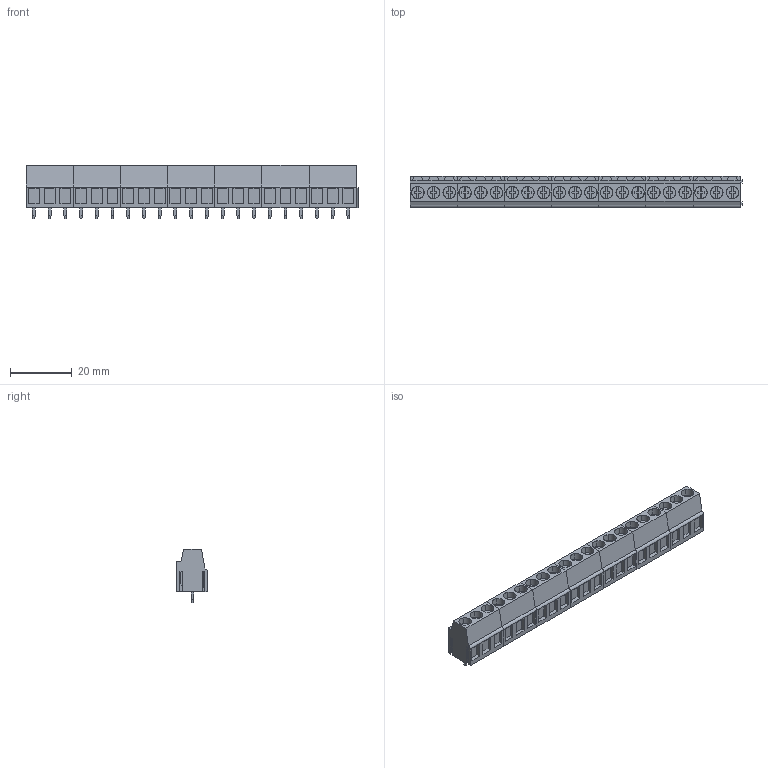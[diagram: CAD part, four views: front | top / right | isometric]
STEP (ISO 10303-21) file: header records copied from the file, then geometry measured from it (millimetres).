
FILE_DESCRIPTION(('CATIA V5 STEP Exchange','CAx-IF Rec.Pracs.--- Model Styling and Organization---1.2---2011-12-15'),'2;1');
FILE_NAME ('D1465141_0_9994300000_9994300000.stp','2018-03-31T10:03:13+00:00',('none'),('Weidmueller'),'CATIA Version 5-6 Release 2014','CATIA V5 STEP AP214','none');
FILE_SCHEMA(('AUTOMOTIVE_DESIGN { 1 0 10303 214 1 1 1 1 }'));
Products named in the file (1): 9994300000
Bounding box: 107.23 x 10 x 17.3 mm (x, y, z)
Volume: 10294.4 mm3; surface area: 12233.1 mm2
Topology: 49 solids, 49 shells, 1890 faces, 5040 edges, 3332 vertices
Faces by surface type: plane 1589, cylinder 301
Entity records: 58097 total; most frequent: CARTESIAN_POINT 11674, ORIENTED_EDGE 10080, DIRECTION 8456, EDGE_CURVE 5040, VECTOR 4144, LINE 4144, VERTEX_POINT 3332, AXIS2_PLACEMENT_3D 2422
